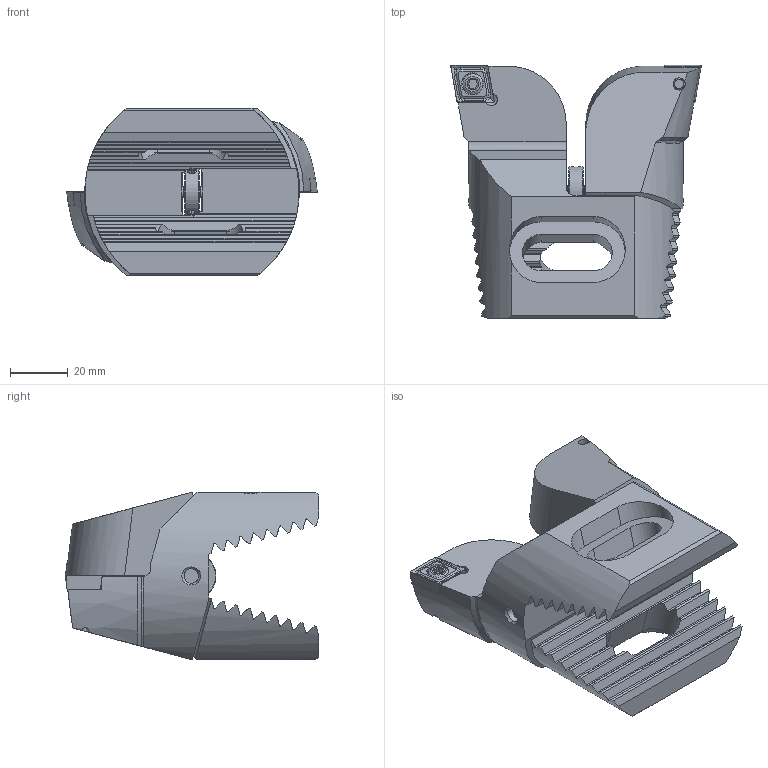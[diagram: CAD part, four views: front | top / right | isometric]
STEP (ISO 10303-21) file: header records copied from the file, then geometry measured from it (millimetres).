
FILE_DESCRIPTION (( 'STEP AP214' ), '1' );
FILE_NAME ('Z72.WCC.B12.050.STEP', '2020-08-14T11:46:41', ( '' ), ( '' ), 'SwSTEP 2.0', 'SolidWorks 2017', '' );
FILE_SCHEMA (( 'AUTOMOTIVE_DESIGN' ));
Length unit declared in the file: millimetre
Products named in the file (8): Z72.WCC.B12.050; ISO 4026 - M4 x 5; WCC-ER2.001.010_A; Z72-ER3.000.068; Z72-WCC.001.050_A; Z72-ER3.001.068_A; CCMT120404; Z42-ER3.002.005_A
Assembly tree (12 placements, depth 3):
  Z72.WCC.B12.050
    Z72-WCC.001.050_A  x2
    WCC-ER2.001.010_A  x2
    CCMT120404  x2
    Z72-ER3.000.068
      Z72-ER3.001.068_A
      Z42-ER3.002.005_A
      ISO 4026 - M4 x 5  x3
Bounding box: 86.5 x 87.45 x 58 mm (x, y, z)
Volume: 146963.3 mm3; surface area: 39210.5 mm2
Topology: 11 solids, 11 shells, 395 faces, 1056 edges, 671 vertices
Faces by surface type: plane 199, cylinder 101, cone 59, bspline 24, torus 12
Full cylindrical faces by diameter (mm): 1 x2, 3.3 x3, 3.8 x2, 4 x3, 4.2 x4, 5 x4, 5.5 x2, 6 x4, 7 x2, 7.6 x2, 17 x1
Entity records: 7685 total; most frequent: CARTESIAN_POINT 2360, ORIENTED_EDGE 978, DIRECTION 846, EDGE_CURVE 489, VERTEX_POINT 340, AXIS2_PLACEMENT_3D 319, EDGE_LOOP 271, FACE_OUTER_BOUND 234
